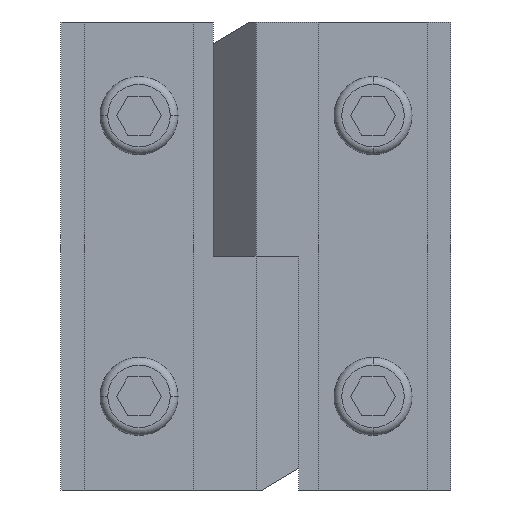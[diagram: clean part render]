
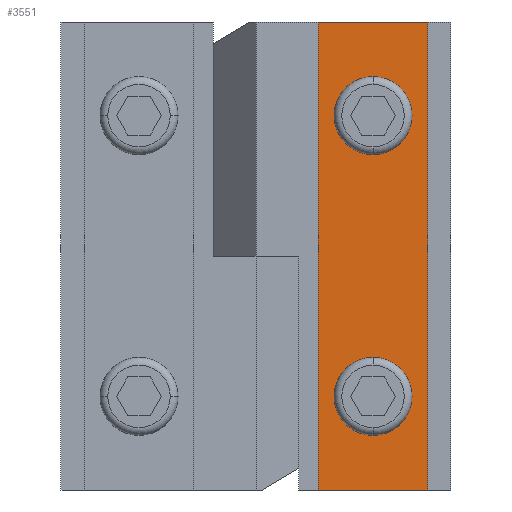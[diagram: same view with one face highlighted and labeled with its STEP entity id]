
A CAD part, front view. The second image highlights one B-rep face of the part: STEP entity #3551.
In plain terms, the highlighted planar face has unit normal (0, -1, 0).
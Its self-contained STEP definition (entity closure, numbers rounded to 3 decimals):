
#50 = EDGE_LOOP ( 'NONE', ( #308, #1768 ) ) ;
#160 = VERTEX_POINT ( 'NONE', #5752 ) ;
#203 = DIRECTION ( 'NONE',  ( 0., 0., -1. ) ) ;
#308 = ORIENTED_EDGE ( 'NONE', *, *, #1303, .T. ) ;
#355 = EDGE_LOOP ( 'NONE', ( #2407, #4055 ) ) ;
#382 = DIRECTION ( 'NONE',  ( 1., 0., 0. ) ) ;
#388 = CARTESIAN_POINT ( 'NONE',  ( 8., -15.2, -30. ) ) ;
#464 = VERTEX_POINT ( 'NONE', #8719 ) ;
#660 = EDGE_CURVE ( 'NONE', #7561, #3161, #8431, .T. ) ;
#716 = AXIS2_PLACEMENT_3D ( 'NONE', #1554, #3997, #5443 ) ;
#925 = FACE_OUTER_BOUND ( 'NONE', #6425, .T. ) ;
#1157 = LINE ( 'NONE', #3580, #8927 ) ;
#1204 = CIRCLE ( 'NONE', #2020, 3.375 ) ;
#1303 = EDGE_CURVE ( 'NONE', #6097, #8314, #3236, .T. ) ;
#1500 = VERTEX_POINT ( 'NONE', #8559 ) ;
#1554 = CARTESIAN_POINT ( 'NONE',  ( 15., -15.2, -18. ) ) ;
#1768 = ORIENTED_EDGE ( 'NONE', *, *, #2985, .T. ) ;
#1845 = CARTESIAN_POINT ( 'NONE',  ( 8., -15.2, 30. ) ) ;
#2020 = AXIS2_PLACEMENT_3D ( 'NONE', #7268, #5681, #8215 ) ;
#2407 = ORIENTED_EDGE ( 'NONE', *, *, #4204, .T. ) ;
#2532 = CARTESIAN_POINT ( 'NONE',  ( 15., -15.2, -21.375 ) ) ;
#2638 = CARTESIAN_POINT ( 'NONE',  ( 15., -15.2, -14.625 ) ) ;
#2641 = LINE ( 'NONE', #1845, #4660 ) ;
#2842 = EDGE_CURVE ( 'NONE', #1500, #464, #1204, .T. ) ;
#2985 = EDGE_CURVE ( 'NONE', #8314, #6097, #4062, .T. ) ;
#3161 = VERTEX_POINT ( 'NONE', #4922 ) ;
#3186 = DIRECTION ( 'NONE',  ( 0., 1., 0. ) ) ;
#3236 = CIRCLE ( 'NONE', #716, 3.375 ) ;
#3549 = AXIS2_PLACEMENT_3D ( 'NONE', #9842, #3186, #382 ) ;
#3551 = ADVANCED_FACE ( 'NONE', ( #925, #10485, #4150 ), #6603, .F. ) ;
#3580 = CARTESIAN_POINT ( 'NONE',  ( 8., -15.2, -30. ) ) ;
#3650 = DIRECTION ( 'NONE',  ( -1., 0., 0. ) ) ;
#3991 = CARTESIAN_POINT ( 'NONE',  ( 22., -15.2, -30. ) ) ;
#3997 = DIRECTION ( 'NONE',  ( 0., 1., 0. ) ) ;
#4055 = ORIENTED_EDGE ( 'NONE', *, *, #2842, .T. ) ;
#4062 = CIRCLE ( 'NONE', #6795, 3.375 ) ;
#4090 = ORIENTED_EDGE ( 'NONE', *, *, #5196, .F. ) ;
#4150 = FACE_BOUND ( 'NONE', #50, .T. ) ;
#4204 = EDGE_CURVE ( 'NONE', #464, #1500, #9042, .T. ) ;
#4288 = DIRECTION ( 'NONE',  ( 0., 1., 0. ) ) ;
#4660 = VECTOR ( 'NONE', #6638, 1000. ) ;
#4708 = ORIENTED_EDGE ( 'NONE', *, *, #660, .F. ) ;
#4829 = DIRECTION ( 'NONE',  ( -1., 0., 0. ) ) ;
#4922 = CARTESIAN_POINT ( 'NONE',  ( 22., -15.2, -30. ) ) ;
#5196 = EDGE_CURVE ( 'NONE', #3161, #9294, #8083, .T. ) ;
#5443 = DIRECTION ( 'NONE',  ( -1., 0., 0. ) ) ;
#5681 = DIRECTION ( 'NONE',  ( 0., 1., 0. ) ) ;
#5752 = CARTESIAN_POINT ( 'NONE',  ( 8., -15.2, 30. ) ) ;
#5899 = VECTOR ( 'NONE', #7284, 1000. ) ;
#6097 = VERTEX_POINT ( 'NONE', #2638 ) ;
#6425 = EDGE_LOOP ( 'NONE', ( #4708, #7943, #8832, #4090 ) ) ;
#6603 = PLANE ( 'NONE',  #3549 ) ;
#6638 = DIRECTION ( 'NONE',  ( 1., 0., 0. ) ) ;
#6795 = AXIS2_PLACEMENT_3D ( 'NONE', #6796, #4288, #3650 ) ;
#6796 = CARTESIAN_POINT ( 'NONE',  ( 15., -15.2, -18. ) ) ;
#7061 = DIRECTION ( 'NONE',  ( 0., 1., 0. ) ) ;
#7187 = AXIS2_PLACEMENT_3D ( 'NONE', #7948, #7061, #4829 ) ;
#7268 = CARTESIAN_POINT ( 'NONE',  ( 15., -15.2, 18. ) ) ;
#7284 = DIRECTION ( 'NONE',  ( -1., 0., 0. ) ) ;
#7561 = VERTEX_POINT ( 'NONE', #9110 ) ;
#7943 = ORIENTED_EDGE ( 'NONE', *, *, #8405, .F. ) ;
#7948 = CARTESIAN_POINT ( 'NONE',  ( 15., -15.2, 18. ) ) ;
#7988 = DIRECTION ( 'NONE',  ( 0., 0., 1. ) ) ;
#8083 = LINE ( 'NONE', #3991, #5899 ) ;
#8215 = DIRECTION ( 'NONE',  ( -1., 0., 0. ) ) ;
#8301 = VECTOR ( 'NONE', #203, 1000. ) ;
#8314 = VERTEX_POINT ( 'NONE', #2532 ) ;
#8405 = EDGE_CURVE ( 'NONE', #160, #7561, #2641, .T. ) ;
#8431 = LINE ( 'NONE', #10046, #8301 ) ;
#8559 = CARTESIAN_POINT ( 'NONE',  ( 15., -15.2, 14.625 ) ) ;
#8719 = CARTESIAN_POINT ( 'NONE',  ( 15., -15.2, 21.375 ) ) ;
#8832 = ORIENTED_EDGE ( 'NONE', *, *, #10292, .F. ) ;
#8927 = VECTOR ( 'NONE', #7988, 1000. ) ;
#9042 = CIRCLE ( 'NONE', #7187, 3.375 ) ;
#9110 = CARTESIAN_POINT ( 'NONE',  ( 22., -15.2, 30. ) ) ;
#9294 = VERTEX_POINT ( 'NONE', #388 ) ;
#9842 = CARTESIAN_POINT ( 'NONE',  ( 22., -15.2, -30. ) ) ;
#10046 = CARTESIAN_POINT ( 'NONE',  ( 22., -15.2, 30. ) ) ;
#10292 = EDGE_CURVE ( 'NONE', #9294, #160, #1157, .T. ) ;
#10485 = FACE_BOUND ( 'NONE', #355, .T. ) ;
